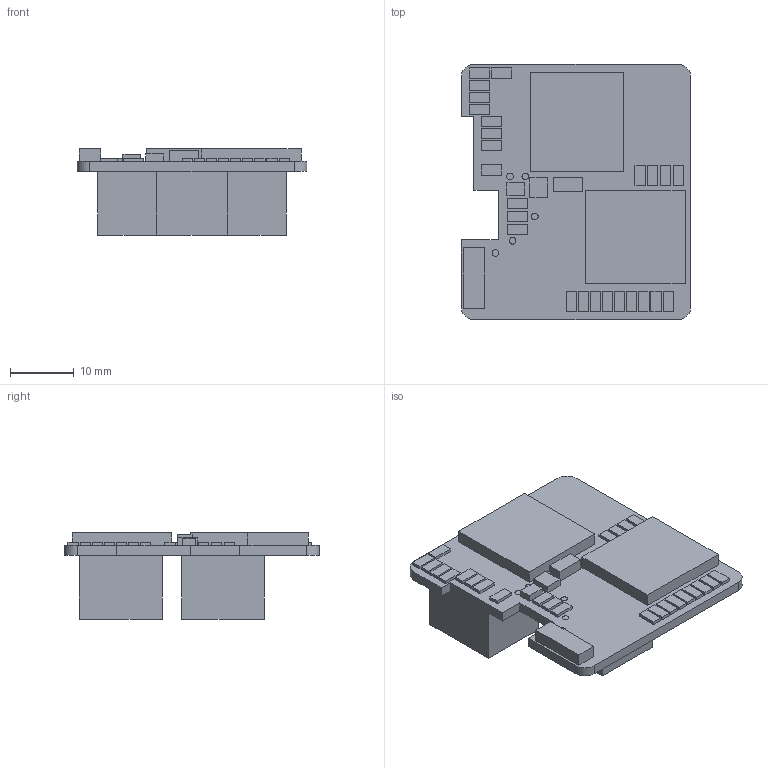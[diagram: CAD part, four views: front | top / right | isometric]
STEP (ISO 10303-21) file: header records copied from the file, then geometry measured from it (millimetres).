
FILE_DESCRIPTION(('STEP AP214'),'1');
FILE_NAME('PowerModule_4.step','2019-07-05T16:00:32',(' '),(' '),'Spatial InterOp 3D','XD3DPlugin XRACreate',' ');
FILE_SCHEMA(('automotive_design'));
Length unit declared in the file: millimetre
Products named in the file (134): DesignRootModel; uid__9223372036855980315; Submodel-noModelForPart_CAP1206-226-16V-X7R_3143520994; placementOutline; Submodel-CAP1206-226-16V-X7R_3143520994_part_RC1206; Submodel-noModelForPart_BAT_CONTACT_N_5202_3277899597; Submodel-BAT_CONTACT_N_5202_3277899597_part_BAT_CNTCT_5224; Submodel-noModelForPart_BMI-S-201-C_847319721; Submodel-BMI-S-201-C_847319721_part_BMI-S-201-C; Submodel-noModelForPart_IDC_5X2_2.0_SMD_DS_1013246460; Submodel-IDC_5X2_2.0_SMD_DS_1013246460_part_IDC_5X2_2.0_SMD_DS; Submodel-noModelForPart_TP_16696478; Submodel-TP_16696478_part_TP030; Submodel-noModelForPart_RES0603-NOP_1344418443; Submodel-RES0603-NOP_1344418443_part_RC0603; Submodel-noModelForPart_RES0603-8M25_1344418443; Submodel-RES0603-8M25_1344418443_part_RC0603; Submodel-noModelForPart_RES0603-7M32_1344418443; Submodel-RES0603-7M32_1344418443_part_RC0603; Submodel-noModelForPart_RES0603-7M15_1344418443; Submodel-RES0603-7M15_1344418443_part_RC0603; Submodel-noModelForPart_RES0603-6M04_1344418443; Submodel-RES0603-6M04_1344418443_part_RC0603; Submodel-noModelForPart_RES0603-5M62_1344418443; Submodel-RES0603-5M62_1344418443_part_RC0603; Submodel-noModelForPart_RES0603-5K23_1344418443; Submodel-RES0603-5K23_1344418443_part_RC0603; Submodel-noModelForPart_RES0603-4M99_1344418443; Submodel-RES0603-4M99_1344418443_part_RC0603; Submodel-noModelForPart_RES0603-4M87_1344418443; Submodel-RES0603-4M87_1344418443_part_RC0603; Submodel-noModelForPart_RES0603-4M75_1344418443; Submodel-RES0603-4M75_1344418443_part_RC0603; Submodel-noModelForPart_RES0603-4M02_1344418443; Submodel-RES0603-4M02_1344418443_part_RC0603; Submodel-noModelForPart_RES0603-3M00_1344418443; Submodel-RES0603-3M00_1344418443_part_RC0603; Submodel-noModelForPart_RES0603-31K6_1344418443; Submodel-RES0603-31K6_1344418443_part_RC0603; Submodel-noModelForPart_RES0603-316_1344418443 ...
Assembly tree (161 placements, depth 5):
  ProductRootModel
    DesignRootModel
      uid__9223372036855980315
      Submodel-CAP1206-226-16V-X7R_3143520994_part_RC1206  x3
        Submodel-noModelForPart_CAP1206-226-16V-X7R_3143520994
          placementOutline
          placementOutline
      Submodel-BAT_CONTACT_N_5202_3277899597_part_BAT_CNTCT_5224  x3
        Submodel-noModelForPart_BAT_CONTACT_N_5202_3277899597
          placementOutline
      Submodel-BMI-S-201-C_847319721_part_BMI-S-201-C  x2
        Submodel-noModelForPart_BMI-S-201-C_847319721
          placementOutline
      Submodel-IDC_5X2_2.0_SMD_DS_1013246460_part_IDC_5X2_2.0_SMD_DS
        Submodel-noModelForPart_IDC_5X2_2.0_SMD_DS_1013246460
          placementOutline
      Submodel-TP_16696478_part_TP030  x7
        Submodel-noModelForPart_TP_16696478
          placementOutline
      Submodel-RES0603-NOP_1344418443_part_RC0603  x3
        Submodel-noModelForPart_RES0603-NOP_1344418443
          placementOutline
          placementOutline
      Submodel-RES0603-8M25_1344418443_part_RC0603
        Submodel-noModelForPart_RES0603-8M25_1344418443
          placementOutline
          placementOutline
      Submodel-RES0603-7M32_1344418443_part_RC0603
        Submodel-noModelForPart_RES0603-7M32_1344418443
          placementOutline
          placementOutline
      Submodel-RES0603-7M15_1344418443_part_RC0603
        Submodel-noModelForPart_RES0603-7M15_1344418443
          placementOutline
          placementOutline
      Submodel-RES0603-6M04_1344418443_part_RC0603
        Submodel-noModelForPart_RES0603-6M04_1344418443
          placementOutline
          placementOutline
      Submodel-RES0603-5M62_1344418443_part_RC0603
        Submodel-noModelForPart_RES0603-5M62_1344418443
          placementOutline
          placementOutline
      Submodel-RES0603-5K23_1344418443_part_RC0603
        Submodel-noModelForPart_RES0603-5K23_1344418443
          placementOutline
          placementOutline
      Submodel-RES0603-4M99_1344418443_part_RC0603  x2
        Submodel-noModelForPart_RES0603-4M99_1344418443
          placementOutline
          placementOutline
      Submodel-RES0603-4M87_1344418443_part_RC0603
        Submodel-noModelForPart_RES0603-4M87_1344418443
          placementOutline
          placementOutline
      Submodel-RES0603-4M75_1344418443_part_RC0603
        Submodel-noModelForPart_RES0603-4M75_1344418443
          placementOutline
          placementOutline
      Submodel-RES0603-4M02_1344418443_part_RC0603
Bounding box: 36 x 40 x 13.57 mm (x, y, z)
Volume: 7960.6 mm3; surface area: 8589.2 mm2
Topology: 109 solids, 109 shells, 637 faces, 1257 edges, 838 vertices
Faces by surface type: plane 624, cylinder 13
Full cylindrical faces by diameter (mm): 0.316 x1, 0.361 x1, 1.044 x7
Entity records: 16547 total; most frequent: DIRECTION 1970, CARTESIAN_POINT 1848, ORIENTED_EDGE 1488, EDGE_CURVE 744, LINE 730, VECTOR 730, AXIS2_PLACEMENT_3D 620, VERTEX_POINT 498
